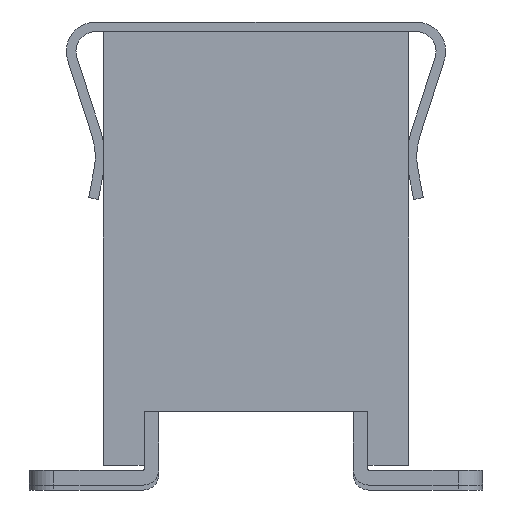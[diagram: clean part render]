
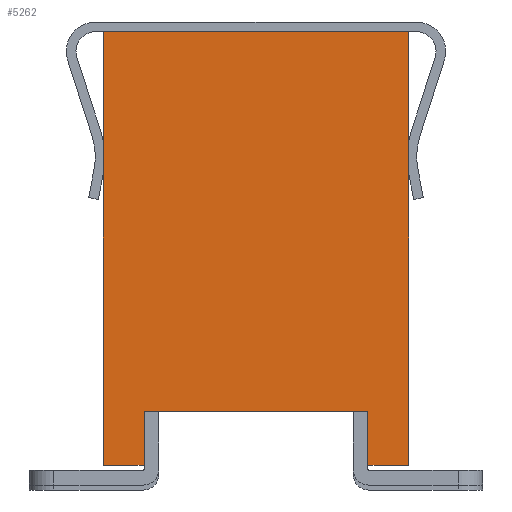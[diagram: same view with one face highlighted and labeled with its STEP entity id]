
A CAD part, left-side view. The second image highlights one B-rep face of the part: STEP entity #5262.
In plain terms, the highlighted planar face has unit normal (-1, 0, 0).
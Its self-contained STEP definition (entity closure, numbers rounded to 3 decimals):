
#475=ORIENTED_EDGE('',*,*,#1848,.T.);
#476=ORIENTED_EDGE('',*,*,#2003,.T.);
#477=ORIENTED_EDGE('',*,*,#2004,.F.);
#478=ORIENTED_EDGE('',*,*,#2005,.T.);
#479=ORIENTED_EDGE('',*,*,#1772,.T.);
#480=ORIENTED_EDGE('',*,*,#2006,.F.);
#481=ORIENTED_EDGE('',*,*,#2007,.F.);
#482=ORIENTED_EDGE('',*,*,#2008,.T.);
#1772=EDGE_CURVE('',#2537,#2535,#3020,.T.);
#1848=EDGE_CURVE('',#2613,#2612,#3096,.T.);
#2003=EDGE_CURVE('',#2612,#2767,#3251,.T.);
#2004=EDGE_CURVE('',#2768,#2767,#3252,.T.);
#2005=EDGE_CURVE('',#2768,#2537,#3253,.T.);
#2006=EDGE_CURVE('',#2769,#2535,#3254,.T.);
#2007=EDGE_CURVE('',#2770,#2769,#3255,.T.);
#2008=EDGE_CURVE('',#2770,#2613,#3256,.T.);
#2535=VERTEX_POINT('',#7440);
#2537=VERTEX_POINT('',#7443);
#2612=VERTEX_POINT('',#7595);
#2613=VERTEX_POINT('',#7597);
#2767=VERTEX_POINT('',#7922);
#2768=VERTEX_POINT('',#7924);
#2769=VERTEX_POINT('',#7927);
#2770=VERTEX_POINT('',#7929);
#3020=LINE('',#7442,#3706);
#3096=LINE('',#7596,#3782);
#3251=LINE('',#7921,#3937);
#3252=LINE('',#7923,#3938);
#3253=LINE('',#7925,#3939);
#3254=LINE('',#7926,#3940);
#3255=LINE('',#7928,#3941);
#3256=LINE('',#7930,#3942);
#3706=VECTOR('',#5978,1000.);
#3782=VECTOR('',#6058,1000.);
#3937=VECTOR('',#6245,1000.);
#3938=VECTOR('',#6246,1000.);
#3939=VECTOR('',#6247,1000.);
#3940=VECTOR('',#6248,1000.);
#3941=VECTOR('',#6249,1000.);
#3942=VECTOR('',#6250,1000.);
#4409=EDGE_LOOP('',(#475,#476,#477,#478,#479,#480,#481,#482));
#4727=FACE_BOUND('',#4409,.T.);
#5013=PLANE('',#5587);
#5262=ADVANCED_FACE('',(#4727),#5013,.T.);
#5587=AXIS2_PLACEMENT_3D('',#7920,#6243,#6244);
#5978=DIRECTION('',(0.,1.,0.));
#6058=DIRECTION('',(0.,-1.,0.));
#6243=DIRECTION('',(-1.,0.,0.));
#6244=DIRECTION('',(0.,0.,1.));
#6245=DIRECTION('',(0.,0.,-1.));
#6246=DIRECTION('',(0.,1.,0.));
#6247=DIRECTION('',(0.,0.,1.));
#6248=DIRECTION('',(0.,0.,1.));
#6249=DIRECTION('',(0.,1.,0.));
#6250=DIRECTION('',(0.,0.,1.));
#7440=CARTESIAN_POINT('',(-5.28,1.55,2.2));
#7442=CARTESIAN_POINT('',(-5.28,-1.55,2.2));
#7443=CARTESIAN_POINT('',(-5.28,-1.55,2.2));
#7595=CARTESIAN_POINT('',(-5.28,-1.135,-1.65));
#7596=CARTESIAN_POINT('',(-5.28,-1.55,-1.65));
#7597=CARTESIAN_POINT('',(-5.28,1.135,-1.65));
#7920=CARTESIAN_POINT('',(-5.28,-1.55,-2.2));
#7921=CARTESIAN_POINT('',(-5.28,-1.135,-2.2));
#7922=CARTESIAN_POINT('',(-5.28,-1.135,-2.2));
#7923=CARTESIAN_POINT('',(-5.28,-1.55,-2.2));
#7924=CARTESIAN_POINT('',(-5.28,-1.55,-2.2));
#7925=CARTESIAN_POINT('',(-5.28,-1.55,-2.2));
#7926=CARTESIAN_POINT('',(-5.28,1.55,-2.2));
#7927=CARTESIAN_POINT('',(-5.28,1.55,-2.2));
#7928=CARTESIAN_POINT('',(-5.28,-1.55,-2.2));
#7929=CARTESIAN_POINT('',(-5.28,1.135,-2.2));
#7930=CARTESIAN_POINT('',(-5.28,1.135,-2.2));
